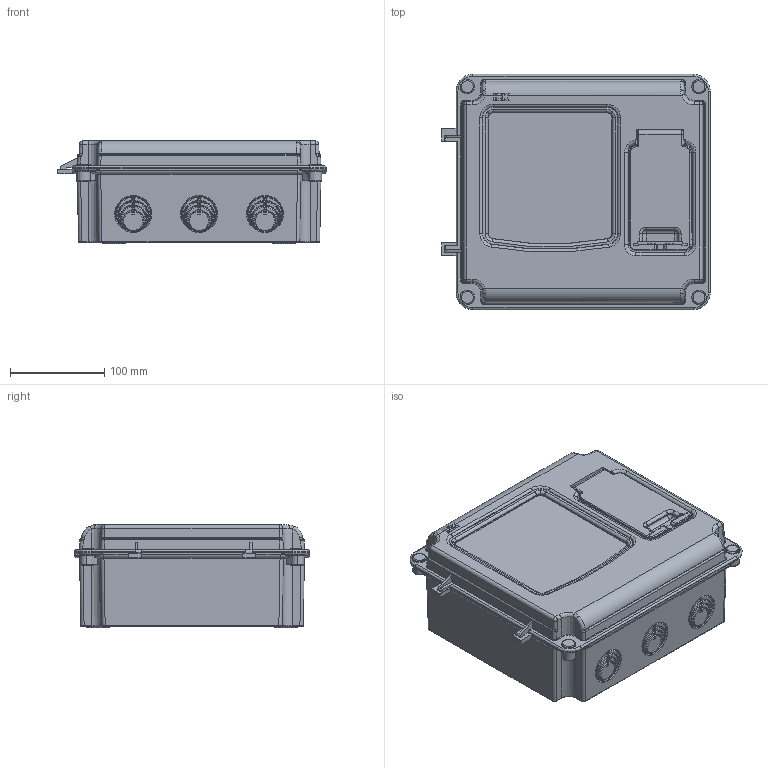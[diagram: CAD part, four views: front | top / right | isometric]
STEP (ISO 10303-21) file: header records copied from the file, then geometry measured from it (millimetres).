
FILE_DESCRIPTION (( 'STEP AP203' ), '1' );
FILE_NAME ('MSP1-N-03-55 Êîðïóñ äëÿ óñòàíîâêè ñ÷åò÷èêà ÙÓÐí-Ï 1_3.STEP', '2018-07-10T11:55:24', ( '' ), ( '' ), 'SwSTEP 2.0', 'SolidWorks 2014', '' );
FILE_SCHEMA (( 'CONFIG_CONTROL_DESIGN' ));
Length unit declared in the file: millimetre
Products named in the file (2): MSP1-N-03-55 Êîðïóñ äëÿ óñòàíîâêè ñ÷åò÷èêà ÙÓÐí-Ï 1_3
Bounding box: 285.1 x 250 x 109.5 mm (x, y, z)
Volume: 686565.6 mm3; surface area: 578480.8 mm2
Topology: 5 solids, 5 shells, 3786 faces, 9704 edges, 6041 vertices
Faces by surface type: bspline 1239, plane 1140, cylinder 763, cone 372, torus 244, sphere 28
Entity records: 144824 total; most frequent: CARTESIAN_POINT 62577, ORIENTED_EDGE 19376, DIRECTION 14019, EDGE_CURVE 9688, VERTEX_POINT 6041, AXIS2_PLACEMENT_3D 4768, LINE 4483, VECTOR 4483
